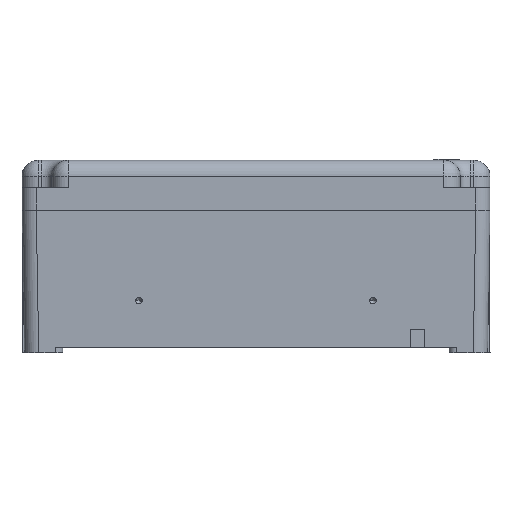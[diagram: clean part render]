
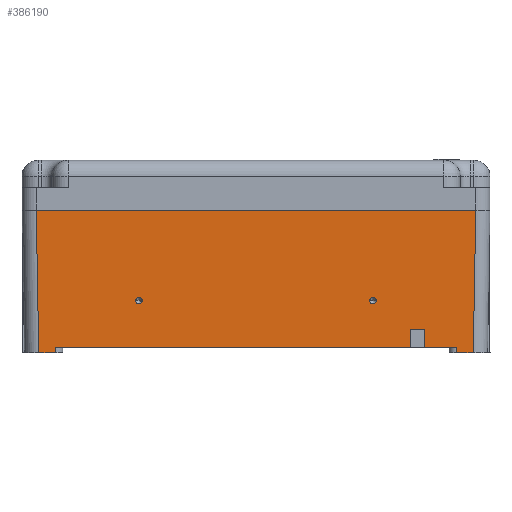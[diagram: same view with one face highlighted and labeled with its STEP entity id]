
A CAD part, front view. The second image highlights one B-rep face of the part: STEP entity #386190.
In plain terms, the highlighted face is planar.
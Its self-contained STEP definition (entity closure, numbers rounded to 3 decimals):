
#368570=CARTESIAN_POINT('',(-9.922,165.257,
-154.256));
#368580=DIRECTION('',(-1.,-0.017,
0.017));
#368590=VECTOR('',#368580,1.);
#368600=LINE('',#368570,#368590);
#368610=CARTESIAN_POINT('',(32.7,166.001,
-155.));
#368620=VERTEX_POINT('',#368610);
#368630=CARTESIAN_POINT('',(-37.3,164.779,
-153.778));
#368640=VERTEX_POINT('',#368630);
#368650=EDGE_CURVE('',#368620,#368640,#368600,.T.);
#374880=CARTESIAN_POINT('',(-37.3,156.5,
-153.778));
#374890=VERTEX_POINT('',#374880);
#374920=CARTESIAN_POINT('',(-37.3,47.736,
-153.778));
#374930=DIRECTION('',(0.,-1.,0.));
#374940=VECTOR('',#374930,1.);
#374950=LINE('',#374920,#374940);
#374960=EDGE_CURVE('',#368640,#374890,#374950,.T.);
#380900=CARTESIAN_POINT('',(32.7,-50.001,
-155.));
#380910=VERTEX_POINT('',#380900);
#380940=CARTESIAN_POINT('',(-9.922,-49.257,
-154.256));
#380950=DIRECTION('',(1.,-0.017,
-0.017));
#380960=VECTOR('',#380950,1.);
#380970=LINE('',#380940,#380960);
#380980=CARTESIAN_POINT('',(-37.3,-48.779,
-153.778));
#380990=VERTEX_POINT('',#380980);
#381000=EDGE_CURVE('',#380990,#380910,#380970,.T.);
#382740=CARTESIAN_POINT('',(-34.8,134.,
-153.822));
#382750=VERTEX_POINT('',#382740);
#382780=CARTESIAN_POINT('',(-9.8,134.,
-154.258));
#382790=DIRECTION('',(-1.,0.,
0.017));
#382800=VECTOR('',#382790,1.);
#382810=LINE('',#382780,#382800);
#382820=CARTESIAN_POINT('',(-25.8,134.,
-153.979));
#382830=VERTEX_POINT('',#382820);
#382840=EDGE_CURVE('',#382830,#382750,#382810,.T.);
#385160=CARTESIAN_POINT('',(-37.289,78.5,
-153.778));
#385170=DIRECTION('',(-0.017,0.,
-1.));
#385180=DIRECTION('',(0.,1.,0.));
#385190=AXIS2_PLACEMENT_3D('',#385160,#385170,#385180);
#385200=PLANE('',#385190);
#385210=CARTESIAN_POINT('',(-11.772,0.5,
-154.224));
#385220=DIRECTION('',(-0.017,0.,
-1.));
#385230=DIRECTION('',(1.,0.,
-0.017));
#385240=AXIS2_PLACEMENT_3D('',#385210,#385220,#385230);
#385250=ELLIPSE('',#385240,1.608,1.608);
#385260=CARTESIAN_POINT('',(-10.164,0.5,
-154.252));
#385270=VERTEX_POINT('',#385260);
#385280=CARTESIAN_POINT('',(-11.8,-1.107,
-154.223));
#385290=VERTEX_POINT('',#385280);
#385300=EDGE_CURVE('',#385270,#385290,#385250,.T.);
#385310=ORIENTED_EDGE('',*,*,#385300,.F.);
#385320=CARTESIAN_POINT('',(-11.8,2.107,
-154.223));
#385330=VERTEX_POINT('',#385320);
#385340=EDGE_CURVE('',#385290,#385330,#385250,.T.);
#385350=ORIENTED_EDGE('',*,*,#385340,.F.);
#385360=EDGE_CURVE('',#385330,#385270,#385250,.T.);
#385370=ORIENTED_EDGE('',*,*,#385360,.F.);
#385380=EDGE_LOOP('',(#385370,#385350,#385310));
#385390=FACE_BOUND('',#385380,.T.);
#385400=CARTESIAN_POINT('',(-11.772,115.5,
-154.224));
#385410=DIRECTION('',(-0.017,0.,
-1.));
#385420=DIRECTION('',(1.,0.,
-0.017));
#385430=AXIS2_PLACEMENT_3D('',#385400,#385410,#385420);
#385440=ELLIPSE('',#385430,1.608,1.608);
#385450=CARTESIAN_POINT('',(-10.164,115.5,
-154.252));
#385460=VERTEX_POINT('',#385450);
#385470=CARTESIAN_POINT('',(-11.8,113.893,
-154.223));
#385480=VERTEX_POINT('',#385470);
#385490=EDGE_CURVE('',#385460,#385480,#385440,.T.);
#385500=ORIENTED_EDGE('',*,*,#385490,.F.);
#385510=CARTESIAN_POINT('',(-11.8,117.107,
-154.223));
#385520=VERTEX_POINT('',#385510);
#385530=EDGE_CURVE('',#385480,#385520,#385440,.T.);
#385540=ORIENTED_EDGE('',*,*,#385530,.F.);
#385550=EDGE_CURVE('',#385520,#385460,#385440,.T.);
#385560=ORIENTED_EDGE('',*,*,#385550,.F.);
#385570=EDGE_LOOP('',(#385560,#385540,#385500));
#385580=FACE_BOUND('',#385570,.T.);
#385590=ORIENTED_EDGE('',*,*,#368650,.F.);
#385600=ORIENTED_EDGE('',*,*,#374960,.F.);
#385610=CARTESIAN_POINT('',(-9.861,156.5,
-154.257));
#385620=DIRECTION('',(-1.,0.,
0.017));
#385630=VECTOR('',#385620,1.);
#385640=LINE('',#385610,#385630);
#385650=CARTESIAN_POINT('',(-34.8,156.5,
-153.822));
#385660=VERTEX_POINT('',#385650);
#385670=EDGE_CURVE('',#385660,#374890,#385640,.T.);
#385680=ORIENTED_EDGE('',*,*,#385670,.T.);
#385690=CARTESIAN_POINT('',(-34.8,47.736,
-153.822));
#385700=DIRECTION('',(0.,1.,0.));
#385710=VECTOR('',#385700,1.);
#385720=LINE('',#385690,#385710);
#385730=CARTESIAN_POINT('',(-34.8,141.,
-153.822));
#385740=VERTEX_POINT('',#385730);
#385750=EDGE_CURVE('',#385740,#385660,#385720,.T.);
#385760=ORIENTED_EDGE('',*,*,#385750,.T.);
#385770=CARTESIAN_POINT('',(-9.8,141.,
-154.258));
#385780=DIRECTION('',(-1.,0.,
0.017));
#385790=VECTOR('',#385780,1.);
#385800=LINE('',#385770,#385790);
#385810=CARTESIAN_POINT('',(-25.8,141.,
-153.979));
#385820=VERTEX_POINT('',#385810);
#385830=EDGE_CURVE('',#385820,#385740,#385800,.T.);
#385840=ORIENTED_EDGE('',*,*,#385830,.T.);
#385850=CARTESIAN_POINT('',(-25.8,47.736,
-153.979));
#385860=DIRECTION('',(0.,-1.,0.));
#385870=VECTOR('',#385860,1.);
#385880=LINE('',#385850,#385870);
#385890=EDGE_CURVE('',#385820,#382830,#385880,.T.);
#385900=ORIENTED_EDGE('',*,*,#385890,.F.);
#385910=ORIENTED_EDGE('',*,*,#382840,.F.);
#385920=CARTESIAN_POINT('',(-34.8,-40.5,
-153.822));
#385930=VERTEX_POINT('',#385920);
#385940=EDGE_CURVE('',#385930,#382750,#385720,.T.);
#385950=ORIENTED_EDGE('',*,*,#385940,.T.);
#385960=CARTESIAN_POINT('',(-9.861,-40.5,
-154.257));
#385970=DIRECTION('',(-1.,0.,
0.017));
#385980=VECTOR('',#385970,1.);
#385990=LINE('',#385960,#385980);
#386000=CARTESIAN_POINT('',(-37.3,-40.5,
-153.778));
#386010=VERTEX_POINT('',#386000);
#386020=EDGE_CURVE('',#385930,#386010,#385990,.T.);
#386030=ORIENTED_EDGE('',*,*,#386020,.F.);
#386040=CARTESIAN_POINT('',(-37.3,47.736,
-153.778));
#386050=DIRECTION('',(0.,-1.,0.));
#386060=VECTOR('',#386050,1.);
#386070=LINE('',#386040,#386060);
#386080=EDGE_CURVE('',#386010,#380990,#386070,.T.);
#386090=ORIENTED_EDGE('',*,*,#386080,.F.);
#386100=ORIENTED_EDGE('',*,*,#381000,.F.);
#386110=CARTESIAN_POINT('',(32.7,47.736,
-155.));
#386120=DIRECTION('',(0.,-1.,0.));
#386130=VECTOR('',#386120,1.);
#386140=LINE('',#386110,#386130);
#386150=EDGE_CURVE('',#368620,#380910,#386140,.T.);
#386160=ORIENTED_EDGE('',*,*,#386150,.T.);
#386170=EDGE_LOOP('',(#386160,#386100,#386090,#386030,#385950,#385910,
#385900,#385840,#385760,#385680,#385600,#385590));
#386180=FACE_OUTER_BOUND('',#386170,.T.);
#386190=ADVANCED_FACE('',(#385390,#385580,#386180),#385200,.T.);
